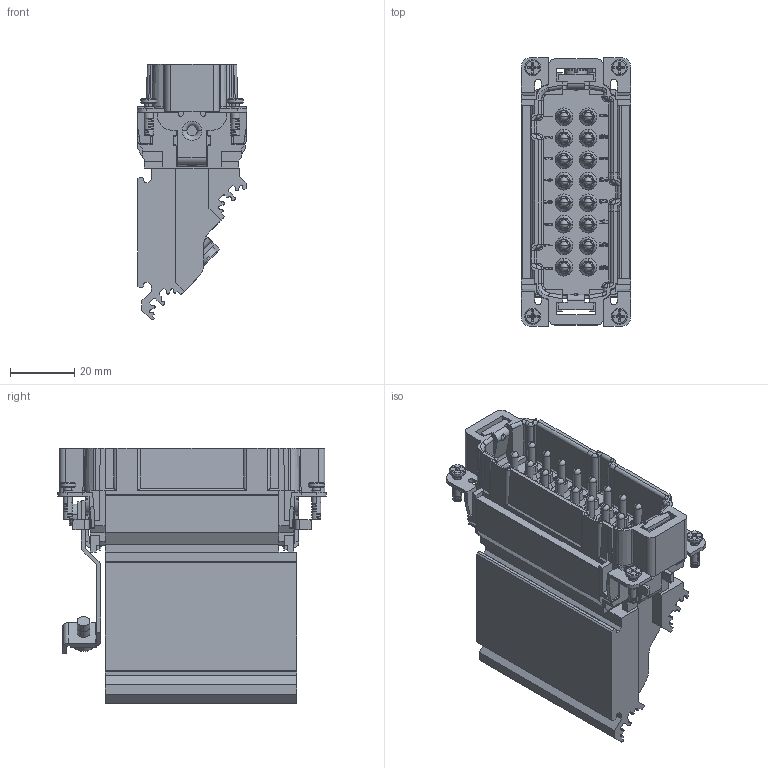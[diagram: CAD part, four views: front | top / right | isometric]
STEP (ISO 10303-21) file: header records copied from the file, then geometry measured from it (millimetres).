
FILE_DESCRIPTION((''),'2;1');
FILE_NAME('16-M','2017-09-12T',('tl.yang'),(''),'PRO/ENGINEER BY PARAMETRIC TECHNOLOGY CORPORATION, 2011500','PRO/ENGINEER BY PARAMETRIC TECHNOLOGY CORPORATION, 2011500','');
FILE_SCHEMA(('CONFIG_CONTROL_DESIGN'));
Products named in the file (1): 16-M
Bounding box: 34.2 x 83.8 x 79.75 mm (x, y, z)
Volume: 97992.4 mm3; surface area: 33513.4 mm2
Topology: 1 solids, 2 shells, 2772 faces, 8071 edges, 5363 vertices
Faces by surface type: plane 2185, cylinder 350, cone 120, bspline 52, sphere 48, torus 15, extrusion 2
Entity records: 93622 total; most frequent: CARTESIAN_POINT 20526, ORIENTED_EDGE 16046, DIRECTION 13944, EDGE_CURVE 8023, VECTOR 6650, LINE 6648, VERTEX_POINT 5363, AXIS2_PLACEMENT_3D 3647
